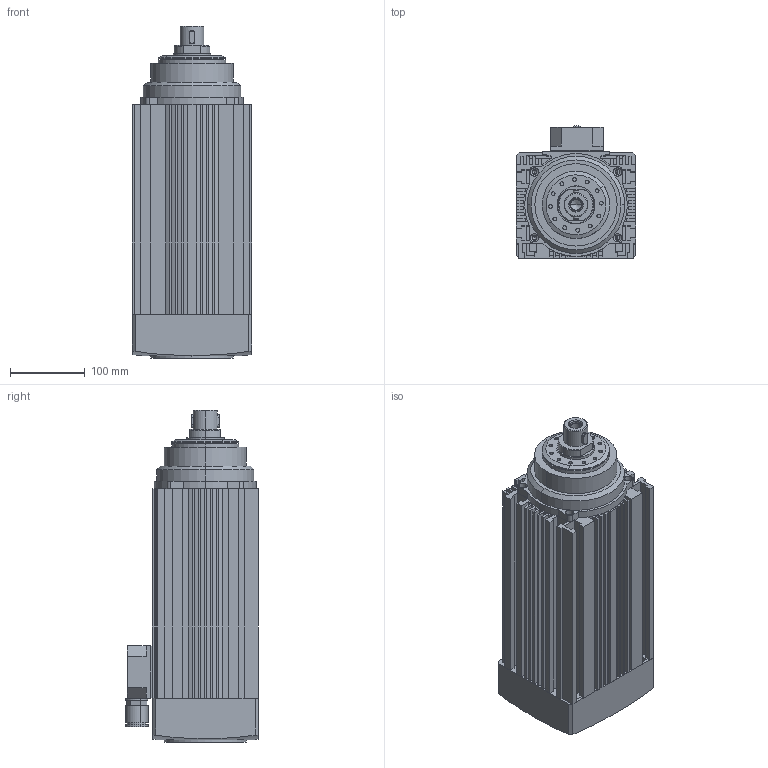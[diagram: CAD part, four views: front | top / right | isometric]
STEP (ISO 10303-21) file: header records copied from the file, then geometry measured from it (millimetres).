
FILE_DESCRIPTION (( 'STEP AP214' ), '1' );
FILE_NAME ('GDF71-6Z-7.STEP', '2021-11-02T09:31:34', ( '萇齟' ), ( '' ), 'SwSTEP 2.0', 'SolidWorks 2018', '' );
FILE_SCHEMA (( 'AUTOMOTIVE_DESIGN' ));
Length unit declared in the file: millimetre
Products named in the file (11): 70X70諉盄碟郪璃; GDF71-12Z-9.0儂裔; GDF71-6Z-7.5儂褲; PG16-AD21.2諉芛; 70X70諉盄碟; 7.5撾え萇儂粣芛; 瑞欶; 7.5撾え萇儂瑩; GDF71-6Z-7; 70X70砎蝶菜; GDF71-12Z-9.0前螺母
Assembly tree (11 placements, depth 3):
  GDF71-6Z-7
    GDF71-6Z-7.5儂褲
    7.5撾え萇儂粣芛
    GDF71-12Z-9.0儂裔
    GDF71-12Z-9.0前螺母
    瑞欶
    7.5撾え萇儂瑩  x2
    70X70諉盄碟郪璃
      70X70諉盄碟
      70X70砎蝶菜
      PG16-AD21.2諉芛
Bounding box: 160 x 177.5 x 443.5 mm (x, y, z)
Volume: 2847272 mm3; surface area: 794370.4 mm2
Topology: 10 solids, 10 shells, 642 faces, 1651 edges, 1056 vertices
Faces by surface type: plane 318, cylinder 247, cone 63, torus 14
Entity records: 20137 total; most frequent: CARTESIAN_POINT 3752, DIRECTION 3343, ORIENTED_EDGE 3176, EDGE_CURVE 1588, AXIS2_PLACEMENT_3D 1143, VECTOR 1057, LINE 1057, VERTEX_POINT 1034
